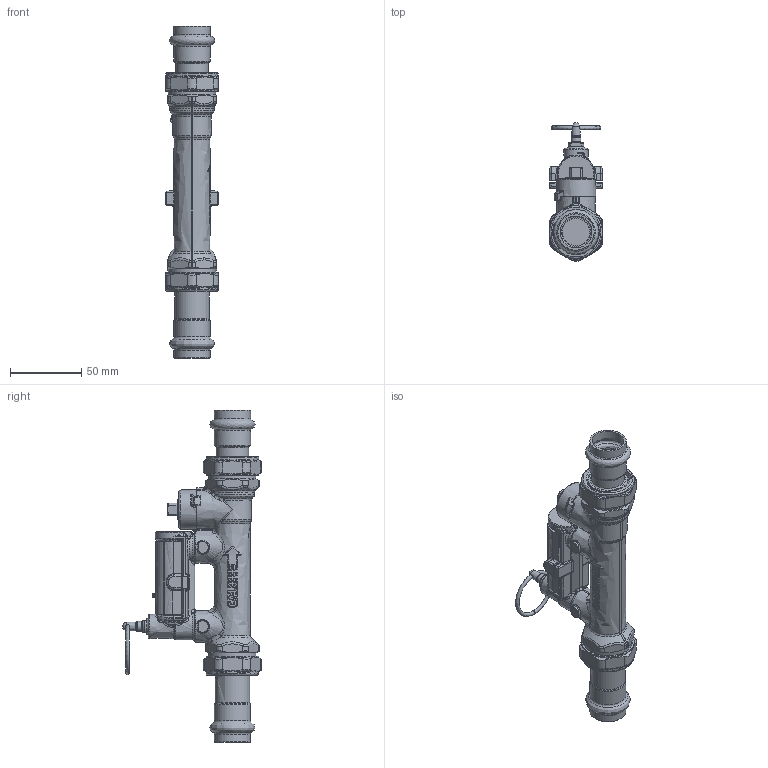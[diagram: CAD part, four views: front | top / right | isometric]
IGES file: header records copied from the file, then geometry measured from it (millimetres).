
Global section: file name: 132536AFC; native system: Autodesk Inventor 2025; preprocessor: unknown; author: ischreiner; date: 20250715.102743; units: inch
Bounding box: 37 x 97.4 x 232.88 mm (x, y, z)
Volume: 184687.4 mm3; surface area: 58928.3 mm2
Topology: 8 solids, 10 shells, 2007 faces, 4780 edges, 2715 vertices
Faces by surface type: bspline 2007
